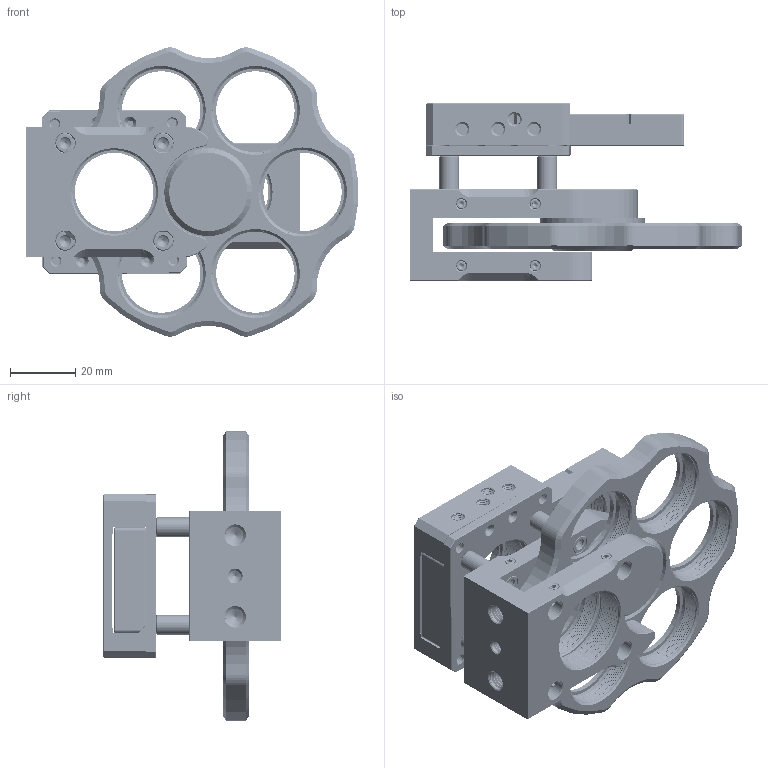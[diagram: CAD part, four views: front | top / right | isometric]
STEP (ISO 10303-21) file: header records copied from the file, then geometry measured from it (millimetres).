
FILE_DESCRIPTION((''),'2;1');
FILE_NAME('BTC200-1W_ASM','2023-05-11T10:58:11',('R&D'),(''),'CREO PARAMETRIC BY PTC INC, 2021063','CREO PARAMETRIC BY PTC INC, 2021063','');
FILE_SCHEMA(('CONFIG_CONTROL_DESIGN'));
Products named in the file (15): FWO-A_A2; FWO_B; SPACER_14X1; FWO-A_A4; M5X8_HSB; M3X5_HS; FWO_B_ASM; CWO-X_A1; M3X10_HM; CWO-X_A2; SPRING_4X10; CWO-X_ASM; WO-X2; PCM-S_19; BTC200-1W_ASM
Assembly tree (30 placements, depth 3):
  BTC200-1W_ASM
    FWO_B_ASM
      FWO-A_A2
      FWO_B
      SPACER_14X1
      FWO-A_A4
      M5X8_HSB
      M3X5_HS  x8
    CWO-X_ASM
      CWO-X_A1
      M3X10_HM  x4
      CWO-X_A2
      SPRING_4X10  x4
    WO-X2
    PCM-S_19  x4
Bounding box: 101.71 x 54.42 x 88.63 mm (x, y, z)
Volume: 86488.9 mm3; surface area: 55432.2 mm2
Topology: 28 solids, 37 shells, 2857 faces, 7403 edges, 4639 vertices
Faces by surface type: cylinder 1355, bspline 698, cone 380, plane 374, sphere 26, torus 16, extrusion 8
Entity records: 164761 total; most frequent: CARTESIAN_POINT 116836, ORIENTED_EDGE 11618, DIRECTION 6998, EDGE_CURVE 5811, VERTEX_POINT 3704, B_SPLINE_CURVE_WITH_KNOTS 2965, AXIS2_PLACEMENT_3D 2473, EDGE_LOOP 2355
